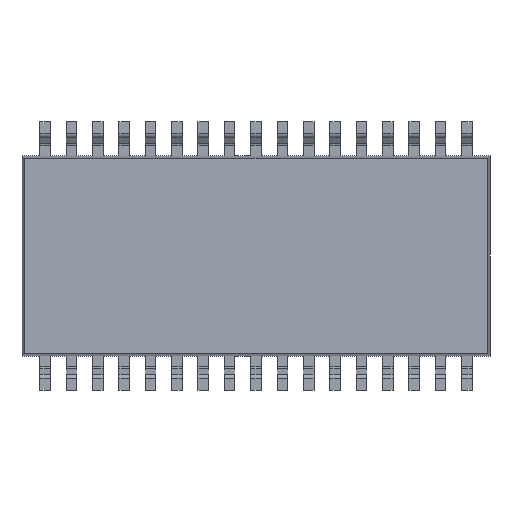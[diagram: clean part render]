
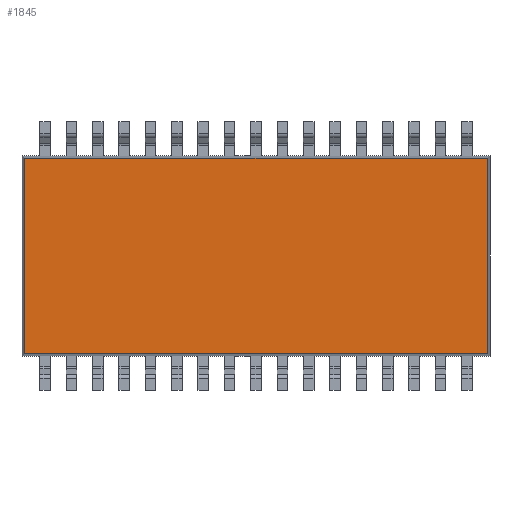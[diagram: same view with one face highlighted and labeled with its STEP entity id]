
A CAD part, front view. The second image highlights one B-rep face of the part: STEP entity #1845.
In plain terms, the highlighted face is planar.
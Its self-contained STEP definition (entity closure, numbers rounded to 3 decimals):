
#17 = LINE ( 'NONE', #1110, #1683 ) ;
#21 = VERTEX_POINT ( 'NONE', #1756 ) ;
#50 = CARTESIAN_POINT ( 'NONE',  ( 0., 3.7, 0.15 ) ) ;
#90 = PLANE ( 'NONE',  #783 ) ;
#99 = CARTESIAN_POINT ( 'NONE',  ( 8.775, 3.7, 0.15 ) ) ;
#182 = VECTOR ( 'NONE', #2408, 1000. ) ;
#237 = EDGE_CURVE ( 'NONE', #21, #566, #17, .T. ) ;
#398 = DIRECTION ( 'NONE',  ( 1., 0., 0. ) ) ;
#410 = VECTOR ( 'NONE', #637, 1000. ) ;
#433 = DIRECTION ( 'NONE',  ( -1., 0., 0. ) ) ;
#546 = DIRECTION ( 'NONE',  ( -1., 0., 0. ) ) ;
#566 = VERTEX_POINT ( 'NONE', #2099 ) ;
#604 = LINE ( 'NONE', #2119, #410 ) ;
#637 = DIRECTION ( 'NONE',  ( 0., -1., 0. ) ) ;
#677 = VERTEX_POINT ( 'NONE', #1403 ) ;
#783 = AXIS2_PLACEMENT_3D ( 'NONE', #1197, #826, #433 ) ;
#826 = DIRECTION ( 'NONE',  ( 0., 0., -1. ) ) ;
#898 = LINE ( 'NONE', #1648, #182 ) ;
#966 = ORIENTED_EDGE ( 'NONE', *, *, #237, .T. ) ;
#1006 = EDGE_CURVE ( 'NONE', #2151, #21, #604, .T. ) ;
#1012 = EDGE_LOOP ( 'NONE', ( #2191, #1678, #1127, #966 ) ) ;
#1110 = CARTESIAN_POINT ( 'NONE',  ( 0., -3.7, 0.15 ) ) ;
#1127 = ORIENTED_EDGE ( 'NONE', *, *, #1006, .T. ) ;
#1197 = CARTESIAN_POINT ( 'NONE',  ( 0., 0., 0.15 ) ) ;
#1381 = EDGE_CURVE ( 'NONE', #677, #2151, #2157, .T. ) ;
#1382 = FACE_OUTER_BOUND ( 'NONE', #1012, .T. ) ;
#1403 = CARTESIAN_POINT ( 'NONE',  ( -8.775, 3.7, 0.15 ) ) ;
#1603 = EDGE_CURVE ( 'NONE', #566, #677, #898, .T. ) ;
#1648 = CARTESIAN_POINT ( 'NONE',  ( -8.775, 0., 0.15 ) ) ;
#1678 = ORIENTED_EDGE ( 'NONE', *, *, #1381, .T. ) ;
#1683 = VECTOR ( 'NONE', #546, 1000. ) ;
#1693 = VECTOR ( 'NONE', #398, 1000. ) ;
#1756 = CARTESIAN_POINT ( 'NONE',  ( 8.775, -3.7, 0.15 ) ) ;
#1845 = ADVANCED_FACE ( 'NONE', ( #1382 ), #90, .T. ) ;
#2099 = CARTESIAN_POINT ( 'NONE',  ( -8.775, -3.7, 0.15 ) ) ;
#2119 = CARTESIAN_POINT ( 'NONE',  ( 8.775, 0., 0.15 ) ) ;
#2151 = VERTEX_POINT ( 'NONE', #99 ) ;
#2157 = LINE ( 'NONE', #50, #1693 ) ;
#2191 = ORIENTED_EDGE ( 'NONE', *, *, #1603, .T. ) ;
#2408 = DIRECTION ( 'NONE',  ( 0., 1., 0. ) ) ;
